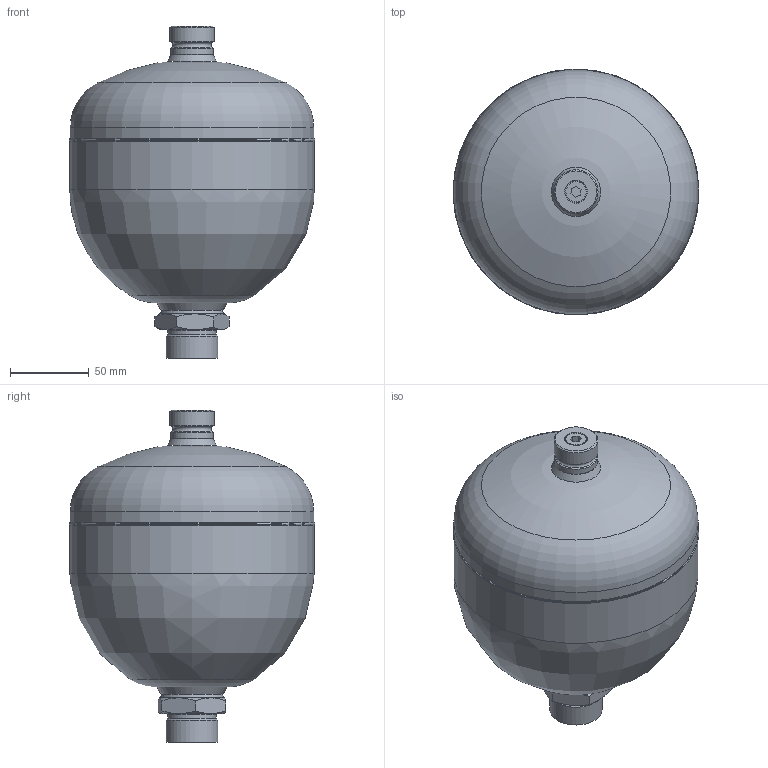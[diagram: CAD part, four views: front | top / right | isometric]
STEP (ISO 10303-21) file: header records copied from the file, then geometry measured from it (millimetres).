
FILE_DESCRIPTION(/* description */ ('Unknown'),/* implementation_level */ '2;1');
FILE_NAME(/* name */ 'AC.20420-001',/* time_stamp */ '2023-07-26T09:22:01+02:00',/* author */ ('Unknown'),/* organization */ ('Unknown'),/* preprocessor_version */ 'ST-DEVELOPER v18.102',/* originating_system */ 'Solid Edge',/* authorisation */ 'Unknown');
FILE_SCHEMA (('AUTOMOTIVE_DESIGN {1 0 10303 214 3 1 1}'));
Length unit declared in the file: millimetre
Products named in the file (10): 856_140.1315.153; BOTTOM COVER 1.4 210_0; E3_5; AMW-1.4-P-210-C-E3-8-P_1,395_469_Fillet 2_oa_0_0; WASHER_3; TOP COVER 1.4 210_0; G S N M28 X 1.5_11; M8 SCERW_8; EBM_3; AMW-1.4-P-210-C-E3-8-P_1,395_469_Fillet 2_oa_1_0
Assembly tree (9 placements, depth 2):
  856_140.1315.153
    BOTTOM COVER 1.4 210_0
    E3_5
    AMW-1.4-P-210-C-E3-8-P_1,395_469_Fillet 2_oa_0_0
    WASHER_3
    TOP COVER 1.4 210_0
    G S N M28 X 1.5_11
    M8 SCERW_8
    EBM_3
    AMW-1.4-P-210-C-E3-8-P_1,395_469_Fillet 2_oa_1_0
Bounding box: 155.98 x 155.98 x 210.59 mm (x, y, z)
Volume: 787609.4 mm3; surface area: 177825.5 mm2
Topology: 9 solids, 9 shells, 93 faces, 184 edges, 110 vertices
Faces by surface type: plane 34, cone 24, cylinder 21, torus 10, sphere 4
Full cylindrical faces by diameter (mm): 3 x1, 6.917 x1, 8 x2, 10.5 x1, 12.85 x1, 14 x1, 14.2 x1, 19 x2, 27 x1, 28 x1, 30.7 x1, 33 x1, 135 x2, 153.4 x1, 155 x4
Entity records: 2762 total; most frequent: CARTESIAN_POINT 466, DIRECTION 389, ORIENTED_EDGE 262, AXIS2_PLACEMENT_3D 179, EDGE_LOOP 157, FACE_BOUND 157, EDGE_CURVE 131, VERTEX_POINT 104
